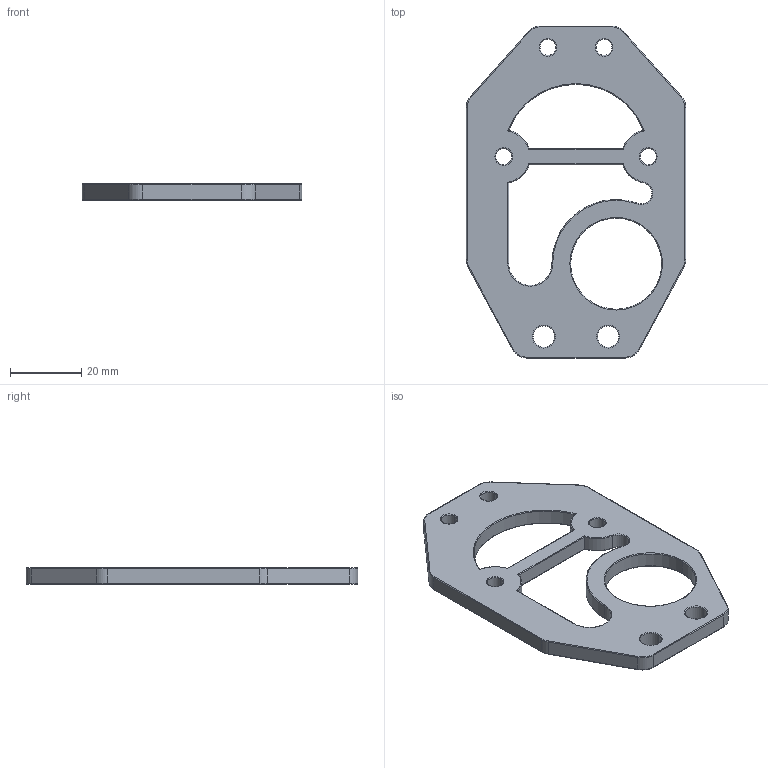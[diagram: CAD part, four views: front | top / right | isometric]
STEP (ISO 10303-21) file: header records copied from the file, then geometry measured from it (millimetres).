
FILE_DESCRIPTION (( 'STEP AP203' ), '1' );
FILE_NAME ('gripbase_Default_sldprt.STEP', '2025-02-11T16:22:14', ( '' ), ( '' ), 'SwSTEP 2.0', 'SolidWorks 2019', '' );
FILE_SCHEMA (( 'CONFIG_CONTROL_DESIGN' ));
Length unit declared in the file: millimetre
Products named in the file (1): gripbase_Default_sldprt
Bounding box: 61.5 x 93 x 4.5 mm (x, y, z)
Volume: 14023.5 mm3; surface area: 9064.9 mm2
Topology: 1 solids, 1 shells, 127 faces, 293 edges, 168 vertices
Faces by surface type: torus 62, cylinder 52, plane 13
Entity records: 3772 total; most frequent: DIRECTION 725, CARTESIAN_POINT 677, ORIENTED_EDGE 586, AXIS2_PLACEMENT_3D 320, EDGE_CURVE 293, CIRCLE 192, VERTEX_POINT 168, EDGE_LOOP 145
